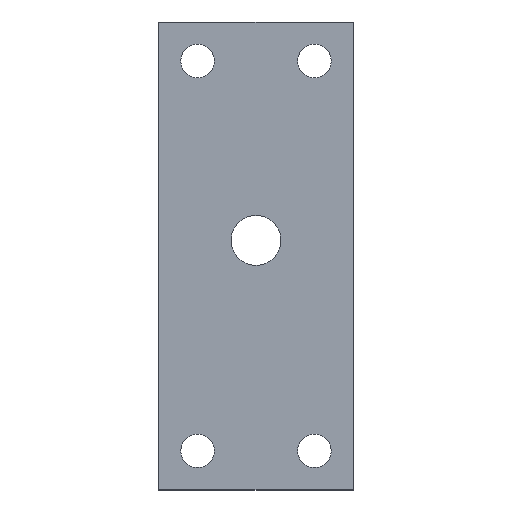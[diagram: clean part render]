
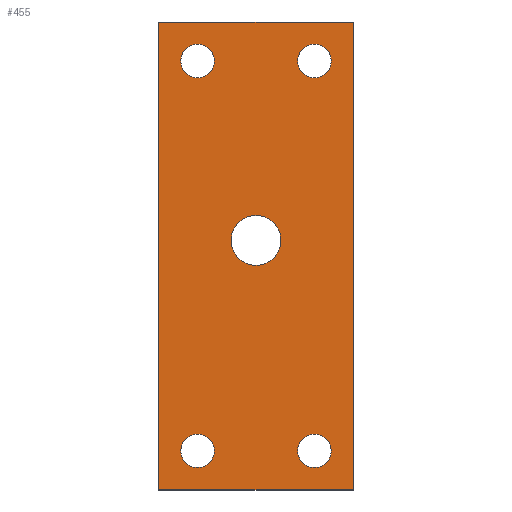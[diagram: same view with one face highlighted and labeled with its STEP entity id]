
A CAD part, top view. The second image highlights one B-rep face of the part: STEP entity #455.
In plain terms, the highlighted planar face has unit normal (0, 0, 1).
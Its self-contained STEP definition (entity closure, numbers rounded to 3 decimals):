
#1 = ORIENTED_EDGE ( 'NONE', *, *, #764, .T. ) ;
#6 = CARTESIAN_POINT ( 'NONE',  ( 0., -2., 8. ) ) ;
#9 = ORIENTED_EDGE ( 'NONE', *, *, #599, .F. ) ;
#14 = AXIS2_PLACEMENT_3D ( 'NONE', #6, #78, #644 ) ;
#15 = CARTESIAN_POINT ( 'NONE',  ( 9.65, -29., 8. ) ) ;
#16 = VECTOR ( 'NONE', #722, 1000. ) ;
#17 = DIRECTION ( 'NONE',  ( 1., 0., 0. ) ) ;
#24 = CARTESIAN_POINT ( 'NONE',  ( 0., 0., 8. ) ) ;
#26 = DIRECTION ( 'NONE',  ( 0., 0., 1. ) ) ;
#36 = DIRECTION ( 'NONE',  ( 1., 0., 0. ) ) ;
#43 = CARTESIAN_POINT ( 'NONE',  ( -5.35, 21., 8. ) ) ;
#49 = EDGE_CURVE ( 'NONE', #642, #249, #765, .T. ) ;
#65 = ORIENTED_EDGE ( 'NONE', *, *, #740, .F. ) ;
#71 = AXIS2_PLACEMENT_3D ( 'NONE', #24, #281, #589 ) ;
#77 = EDGE_LOOP ( 'NONE', ( #342, #383 ) ) ;
#78 = DIRECTION ( 'NONE',  ( 0., 0., 1. ) ) ;
#79 = EDGE_CURVE ( 'NONE', #608, #775, #535, .T. ) ;
#82 = EDGE_CURVE ( 'NONE', #576, #490, #547, .T. ) ;
#83 = CIRCLE ( 'NONE', #534, 2.15 ) ;
#84 = FACE_BOUND ( 'NONE', #77, .T. ) ;
#85 = EDGE_LOOP ( 'NONE', ( #86, #65 ) ) ;
#86 = ORIENTED_EDGE ( 'NONE', *, *, #457, .F. ) ;
#102 = CARTESIAN_POINT ( 'NONE',  ( -7.5, 21., 8. ) ) ;
#108 = CARTESIAN_POINT ( 'NONE',  ( -3.2, -2., 8. ) ) ;
#115 = CARTESIAN_POINT ( 'NONE',  ( -12.5, -34., 8. ) ) ;
#116 = DIRECTION ( 'NONE',  ( 0., -1., 0. ) ) ;
#119 = CIRCLE ( 'NONE', #773, 2.15 ) ;
#128 = AXIS2_PLACEMENT_3D ( 'NONE', #596, #347, #36 ) ;
#133 = VERTEX_POINT ( 'NONE', #559 ) ;
#139 = LINE ( 'NONE', #751, #306 ) ;
#146 = CARTESIAN_POINT ( 'NONE',  ( 12.5, -34., 8. ) ) ;
#159 = EDGE_CURVE ( 'NONE', #177, #216, #716, .T. ) ;
#161 = CIRCLE ( 'NONE', #778, 2.15 ) ;
#162 = DIRECTION ( 'NONE',  ( 1., 0., 0. ) ) ;
#177 = VERTEX_POINT ( 'NONE', #108 ) ;
#179 = DIRECTION ( 'NONE',  ( 1., 0., 0. ) ) ;
#180 = DIRECTION ( 'NONE',  ( 1., 0., 0. ) ) ;
#182 = CARTESIAN_POINT ( 'NONE',  ( 7.5, -29., 8. ) ) ;
#206 = ORIENTED_EDGE ( 'NONE', *, *, #79, .F. ) ;
#216 = VERTEX_POINT ( 'NONE', #496 ) ;
#221 = DIRECTION ( 'NONE',  ( 0., 0., 1. ) ) ;
#230 = VERTEX_POINT ( 'NONE', #815 ) ;
#234 = CARTESIAN_POINT ( 'NONE',  ( 9.65, 21., 8. ) ) ;
#237 = EDGE_CURVE ( 'NONE', #549, #576, #139, .T. ) ;
#244 = FACE_BOUND ( 'NONE', #85, .T. ) ;
#245 = CARTESIAN_POINT ( 'NONE',  ( -9.65, -29., 8. ) ) ;
#249 = VERTEX_POINT ( 'NONE', #504 ) ;
#260 = DIRECTION ( 'NONE',  ( 1., 0., 0. ) ) ;
#270 = VECTOR ( 'NONE', #116, 1000. ) ;
#279 = ORIENTED_EDGE ( 'NONE', *, *, #159, .F. ) ;
#281 = DIRECTION ( 'NONE',  ( 0., 0., 1. ) ) ;
#295 = FACE_OUTER_BOUND ( 'NONE', #794, .T. ) ;
#306 = VECTOR ( 'NONE', #629, 1000. ) ;
#310 = CARTESIAN_POINT ( 'NONE',  ( 12.5, -34., 8. ) ) ;
#312 = LINE ( 'NONE', #310, #726 ) ;
#317 = EDGE_CURVE ( 'NONE', #775, #608, #161, .T. ) ;
#342 = ORIENTED_EDGE ( 'NONE', *, *, #410, .F. ) ;
#347 = DIRECTION ( 'NONE',  ( 0., 0., 1. ) ) ;
#348 = EDGE_LOOP ( 'NONE', ( #650, #206 ) ) ;
#352 = AXIS2_PLACEMENT_3D ( 'NONE', #519, #221, #405 ) ;
#356 = EDGE_CURVE ( 'NONE', #216, #177, #566, .T. ) ;
#358 = CIRCLE ( 'NONE', #352, 2.15 ) ;
#368 = AXIS2_PLACEMENT_3D ( 'NONE', #182, #801, #179 ) ;
#369 = CIRCLE ( 'NONE', #368, 2.15 ) ;
#376 = DIRECTION ( 'NONE',  ( 0., 0., 1. ) ) ;
#383 = ORIENTED_EDGE ( 'NONE', *, *, #49, .F. ) ;
#394 = CARTESIAN_POINT ( 'NONE',  ( 7.5, 21., 8. ) ) ;
#396 = CARTESIAN_POINT ( 'NONE',  ( -12.5, -34., 8. ) ) ;
#403 = PLANE ( 'NONE',  #71 ) ;
#405 = DIRECTION ( 'NONE',  ( 1., 0., 0. ) ) ;
#410 = EDGE_CURVE ( 'NONE', #249, #642, #358, .T. ) ;
#422 = CIRCLE ( 'NONE', #677, 2.15 ) ;
#430 = FACE_BOUND ( 'NONE', #454, .T. ) ;
#451 = FACE_BOUND ( 'NONE', #578, .T. ) ;
#454 = EDGE_LOOP ( 'NONE', ( #606, #9 ) ) ;
#455 = ADVANCED_FACE ( 'NONE', ( #585, #84, #244, #430, #451, #295 ), #403, .T. ) ;
#457 = EDGE_CURVE ( 'NONE', #772, #766, #119, .T. ) ;
#463 = CARTESIAN_POINT ( 'NONE',  ( -7.5, -29., 8. ) ) ;
#474 = VERTEX_POINT ( 'NONE', #15 ) ;
#477 = CARTESIAN_POINT ( 'NONE',  ( 12.5, 26., 8. ) ) ;
#489 = DIRECTION ( 'NONE',  ( 1., 0., 0. ) ) ;
#490 = VERTEX_POINT ( 'NONE', #396 ) ;
#496 = CARTESIAN_POINT ( 'NONE',  ( 3.2, -2., 8. ) ) ;
#497 = EDGE_CURVE ( 'NONE', #133, #549, #666, .T. ) ;
#504 = CARTESIAN_POINT ( 'NONE',  ( -9.65, 21., 8. ) ) ;
#519 = CARTESIAN_POINT ( 'NONE',  ( -7.5, 21., 8. ) ) ;
#527 = ORIENTED_EDGE ( 'NONE', *, *, #497, .T. ) ;
#534 = AXIS2_PLACEMENT_3D ( 'NONE', #542, #795, #602 ) ;
#535 = CIRCLE ( 'NONE', #128, 2.15 ) ;
#539 = CARTESIAN_POINT ( 'NONE',  ( -12.5, 26., 8. ) ) ;
#540 = DIRECTION ( 'NONE',  ( 0., 0., 1. ) ) ;
#542 = CARTESIAN_POINT ( 'NONE',  ( 7.5, -29., 8. ) ) ;
#547 = LINE ( 'NONE', #115, #270 ) ;
#549 = VERTEX_POINT ( 'NONE', #477 ) ;
#555 = CARTESIAN_POINT ( 'NONE',  ( -7.5, -29., 8. ) ) ;
#559 = CARTESIAN_POINT ( 'NONE',  ( 12.5, -34., 8. ) ) ;
#566 = CIRCLE ( 'NONE', #14, 3.2 ) ;
#576 = VERTEX_POINT ( 'NONE', #539 ) ;
#578 = EDGE_LOOP ( 'NONE', ( #279, #809 ) ) ;
#579 = ORIENTED_EDGE ( 'NONE', *, *, #237, .T. ) ;
#582 = DIRECTION ( 'NONE',  ( 0., 0., 1. ) ) ;
#585 = FACE_BOUND ( 'NONE', #348, .T. ) ;
#589 = DIRECTION ( 'NONE',  ( 1., 0., 0. ) ) ;
#596 = CARTESIAN_POINT ( 'NONE',  ( 7.5, 21., 8. ) ) ;
#597 = ORIENTED_EDGE ( 'NONE', *, *, #82, .T. ) ;
#599 = EDGE_CURVE ( 'NONE', #474, #230, #83, .T. ) ;
#602 = DIRECTION ( 'NONE',  ( 1., 0., 0. ) ) ;
#606 = ORIENTED_EDGE ( 'NONE', *, *, #672, .F. ) ;
#608 = VERTEX_POINT ( 'NONE', #234 ) ;
#615 = DIRECTION ( 'NONE',  ( 0., 0., 1. ) ) ;
#629 = DIRECTION ( 'NONE',  ( -1., 0., 0. ) ) ;
#638 = CARTESIAN_POINT ( 'NONE',  ( 0., -2., 8. ) ) ;
#642 = VERTEX_POINT ( 'NONE', #43 ) ;
#644 = DIRECTION ( 'NONE',  ( 1., 0., 0. ) ) ;
#650 = ORIENTED_EDGE ( 'NONE', *, *, #317, .F. ) ;
#651 = DIRECTION ( 'NONE',  ( 1., 0., 0. ) ) ;
#666 = LINE ( 'NONE', #146, #16 ) ;
#672 = EDGE_CURVE ( 'NONE', #230, #474, #369, .T. ) ;
#677 = AXIS2_PLACEMENT_3D ( 'NONE', #555, #615, #180 ) ;
#680 = CARTESIAN_POINT ( 'NONE',  ( -5.35, -29., 8. ) ) ;
#686 = AXIS2_PLACEMENT_3D ( 'NONE', #102, #540, #162 ) ;
#694 = CARTESIAN_POINT ( 'NONE',  ( 5.35, 21., 8. ) ) ;
#716 = CIRCLE ( 'NONE', #817, 3.2 ) ;
#722 = DIRECTION ( 'NONE',  ( 0., 1., 0. ) ) ;
#726 = VECTOR ( 'NONE', #260, 1000. ) ;
#740 = EDGE_CURVE ( 'NONE', #766, #772, #422, .T. ) ;
#751 = CARTESIAN_POINT ( 'NONE',  ( 12.5, 26., 8. ) ) ;
#764 = EDGE_CURVE ( 'NONE', #490, #133, #312, .T. ) ;
#765 = CIRCLE ( 'NONE', #686, 2.15 ) ;
#766 = VERTEX_POINT ( 'NONE', #680 ) ;
#772 = VERTEX_POINT ( 'NONE', #245 ) ;
#773 = AXIS2_PLACEMENT_3D ( 'NONE', #463, #26, #17 ) ;
#775 = VERTEX_POINT ( 'NONE', #694 ) ;
#778 = AXIS2_PLACEMENT_3D ( 'NONE', #394, #582, #651 ) ;
#794 = EDGE_LOOP ( 'NONE', ( #597, #1, #527, #579 ) ) ;
#795 = DIRECTION ( 'NONE',  ( 0., 0., 1. ) ) ;
#801 = DIRECTION ( 'NONE',  ( 0., 0., 1. ) ) ;
#809 = ORIENTED_EDGE ( 'NONE', *, *, #356, .F. ) ;
#815 = CARTESIAN_POINT ( 'NONE',  ( 5.35, -29., 8. ) ) ;
#817 = AXIS2_PLACEMENT_3D ( 'NONE', #638, #376, #489 ) ;
